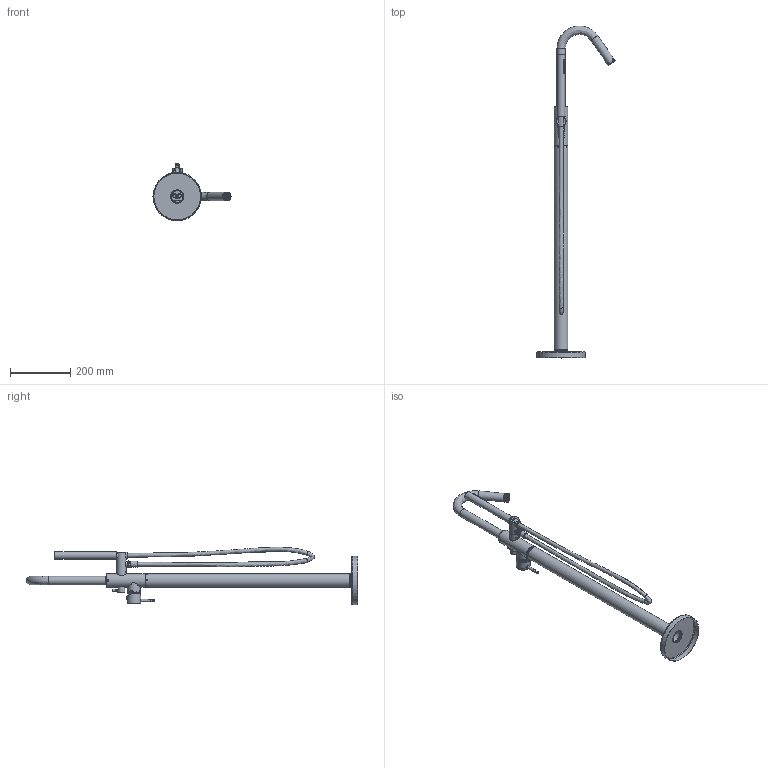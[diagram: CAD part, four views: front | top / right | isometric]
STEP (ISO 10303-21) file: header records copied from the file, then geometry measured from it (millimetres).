
FILE_DESCRIPTION (( 'STEP AP203' ), '1' );
FILE_NAME ('39CP07489.STEP', '2025-11-04T10:18:29', ( '' ), ( '' ), 'SwSTEP 2.0', 'SolidWorks 2021', '' );
FILE_SCHEMA (( 'CONFIG_CONTROL_DESIGN' ));
Length unit declared in the file: millimetre
Products named in the file (1): 39CP07489
Bounding box: 257.97 x 1097.69 x 190.03 mm (x, y, z)
Volume: 698096.3 mm3; surface area: 486235.2 mm2
Topology: 19 solids, 19 shells, 930 faces, 2240 edges, 1473 vertices
Faces by surface type: plane 343, cylinder 341, cone 109, bspline 91, sphere 25, torus 21
Full cylindrical faces by diameter (mm): 2 x2, 2.3 x1, 3.3 x1, 4 x49, 4.2 x3, 5 x10, 6.2 x1, 6.5 x1, 6.6 x1, 6.8 x1, 8 x2, 9 x3, 9.5 x1, 9.8 x1, 10.5 x1, 11 x2, 12.5 x2, 13.4 x1, 13.5 x1, 14 x2, 15 x1, 16 x1, 16.5 x1, 17.5 x1, 18 x2, 18.1 x1, 18.3 x1, 18.5 x1, 18.632 x1, 20 x7
Entity records: 49586 total; most frequent: CARTESIAN_POINT 32133, DIRECTION 3354, ORIENTED_EDGE 3344, EDGE_CURVE 1672, AXIS2_PLACEMENT_3D 1339, EDGE_LOOP 1285, VERTEX_POINT 1207, FACE_OUTER_BOUND 966
